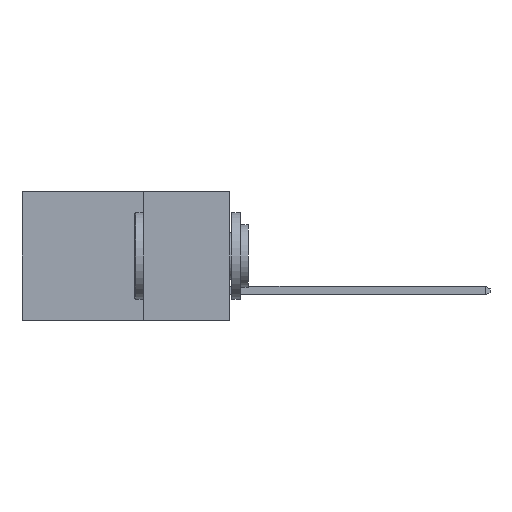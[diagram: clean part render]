
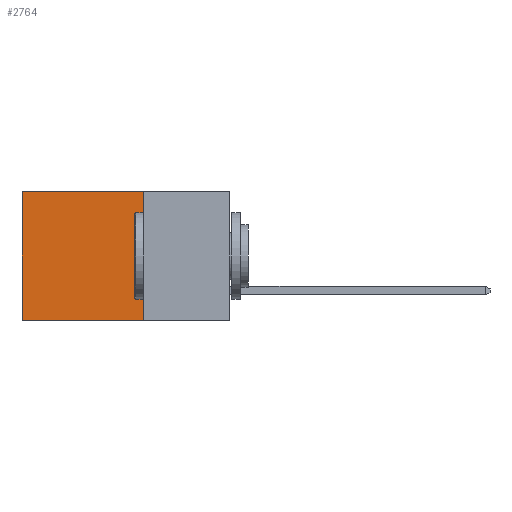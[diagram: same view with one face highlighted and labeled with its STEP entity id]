
A CAD part, left-side view. The second image highlights one B-rep face of the part: STEP entity #2764.
In plain terms, the highlighted planar face has unit normal (-1, 0, 0).
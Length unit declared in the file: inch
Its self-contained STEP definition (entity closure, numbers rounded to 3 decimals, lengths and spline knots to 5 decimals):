
#60 = ORIENTED_EDGE ( 'NONE', *, *, #13524, .T. ) ;
#93 = ORIENTED_EDGE ( 'NONE', *, *, #6568, .F. ) ;
#229 = ORIENTED_EDGE ( 'NONE', *, *, #6374, .F. ) ;
#363 = ORIENTED_EDGE ( 'NONE', *, *, #5353, .T. ) ;
#392 = EDGE_LOOP ( 'NONE', ( #60, #93, #229, #363 ) ) ;
#606 = DIRECTION ( 'NONE',  ( 0., 1., 0. ) ) ;
#646 = CARTESIAN_POINT ( 'NONE',  ( 0.298, 0.6, 0. ) ) ;
#1495 = CARTESIAN_POINT ( 'NONE',  ( 0.298, 0.25, 0. ) ) ;
#1501 = VECTOR ( 'NONE', #2874, 39.37008 ) ;
#1739 = CARTESIAN_POINT ( 'NONE',  ( 0.298, 0.6, 0. ) ) ;
#2764 = ADVANCED_FACE ( 'NONE', ( #3740 ), #3983, .F. ) ;
#2874 = DIRECTION ( 'NONE',  ( 0., 0., -1. ) ) ;
#3087 = VECTOR ( 'NONE', #13208, 39.37008 ) ;
#3740 = FACE_OUTER_BOUND ( 'NONE', #392, .T. ) ;
#3983 = PLANE ( 'NONE',  #10054 ) ;
#5353 = EDGE_CURVE ( 'NONE', #8151, #12982, #15024, .T. ) ;
#5385 = DIRECTION ( 'NONE',  ( 0., 1., 0. ) ) ;
#5758 = DIRECTION ( 'NONE',  ( 0., 0., -1. ) ) ;
#6374 = EDGE_CURVE ( 'NONE', #8151, #11238, #8471, .T. ) ;
#6568 = EDGE_CURVE ( 'NONE', #11238, #15528, #9455, .T. ) ;
#7889 = CARTESIAN_POINT ( 'NONE',  ( 0.298, 0.25, 0. ) ) ;
#8151 = VERTEX_POINT ( 'NONE', #9201 ) ;
#8471 = LINE ( 'NONE', #1495, #1501 ) ;
#8603 = CARTESIAN_POINT ( 'NONE',  ( 0.298, 0.25, 0. ) ) ;
#8991 = VECTOR ( 'NONE', #5385, 39.37008 ) ;
#9201 = CARTESIAN_POINT ( 'NONE',  ( 0.298, 0.25, 0. ) ) ;
#9455 = LINE ( 'NONE', #15725, #14729 ) ;
#10054 = AXIS2_PLACEMENT_3D ( 'NONE', #8603, #15258, #5758 ) ;
#11238 = VERTEX_POINT ( 'NONE', #14820 ) ;
#12982 = VERTEX_POINT ( 'NONE', #646 ) ;
#13208 = DIRECTION ( 'NONE',  ( 0., 0., -1. ) ) ;
#13214 = LINE ( 'NONE', #1739, #3087 ) ;
#13524 = EDGE_CURVE ( 'NONE', #12982, #15528, #13214, .T. ) ;
#14592 = CARTESIAN_POINT ( 'NONE',  ( 0.298, 0.6, -0.37 ) ) ;
#14729 = VECTOR ( 'NONE', #606, 39.37008 ) ;
#14820 = CARTESIAN_POINT ( 'NONE',  ( 0.298, 0.25, -0.37 ) ) ;
#15024 = LINE ( 'NONE', #7889, #8991 ) ;
#15258 = DIRECTION ( 'NONE',  ( 1., 0., 0. ) ) ;
#15528 = VERTEX_POINT ( 'NONE', #14592 ) ;
#15725 = CARTESIAN_POINT ( 'NONE',  ( 0.298, 0.25, -0.37 ) ) ;
